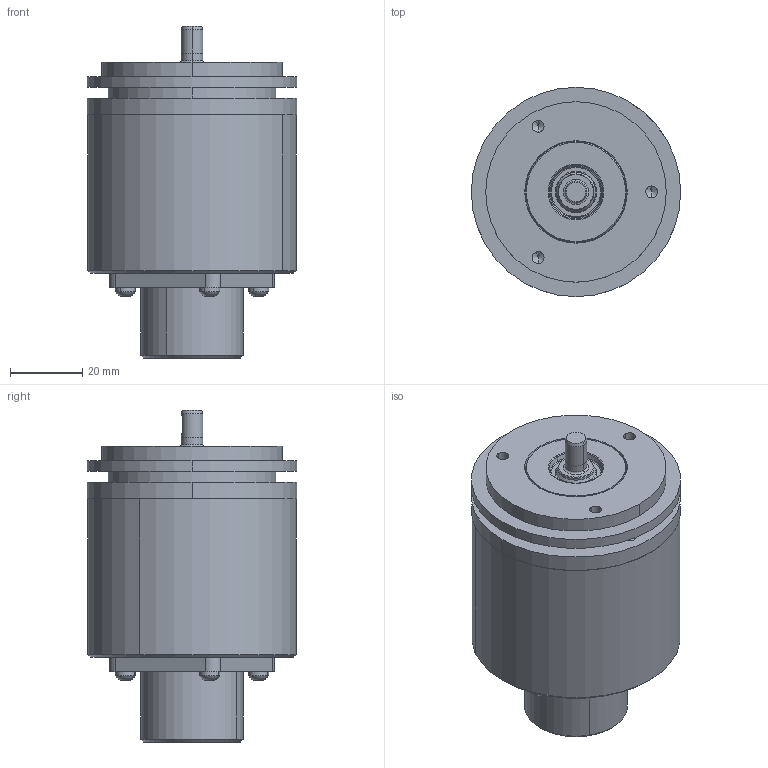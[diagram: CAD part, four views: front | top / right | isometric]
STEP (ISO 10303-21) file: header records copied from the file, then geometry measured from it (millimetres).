
FILE_DESCRIPTION((''),'2;1');
FILE_NAME('507826','2010-11-10T',('se2802'),(''),'PRO/ENGINEER BY PARAMETRIC TECHNOLOGY CORPORATION, 2010180','PRO/ENGINEER BY PARAMETRIC TECHNOLOGY CORPORATION, 2010180','');
FILE_SCHEMA(('CONFIG_CONTROL_DESIGN'));
Length unit declared in the file: millimetre
Products named in the file (1): 507826
Bounding box: 58 x 58 x 92 mm (x, y, z)
Volume: 156177.5 mm3; surface area: 24899.5 mm2
Topology: 1 solids, 2 shells, 1219 faces, 3259 edges, 2147 vertices
Faces by surface type: plane 569, extrusion 324, cylinder 260, cone 28, torus 24, sphere 14
Entity records: 41910 total; most frequent: CARTESIAN_POINT 12180, ORIENTED_EDGE 6506, DIRECTION 5399, EDGE_CURVE 3253, VERTEX_POINT 2147, VECTOR 2005, AXIS2_PLACEMENT_3D 1697, LINE 1681
